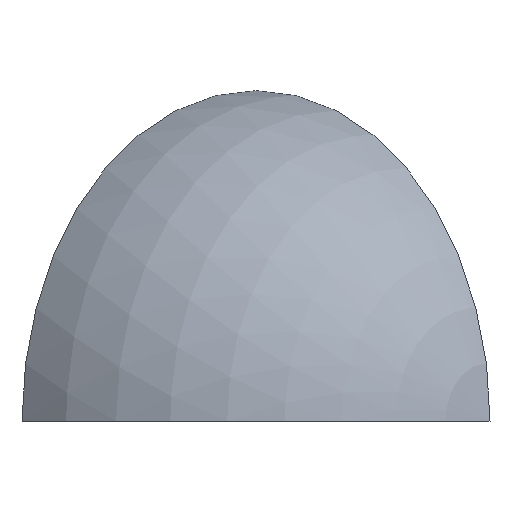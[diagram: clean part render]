
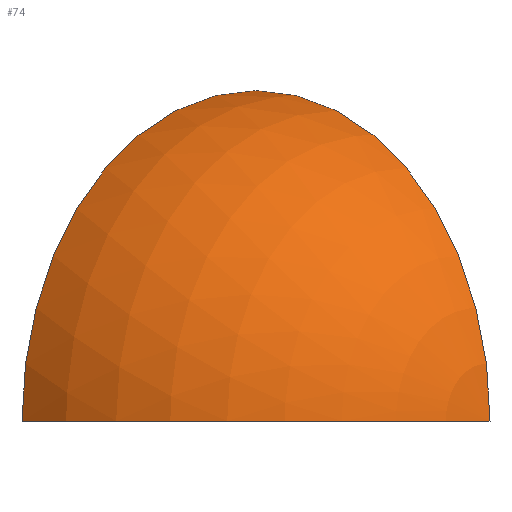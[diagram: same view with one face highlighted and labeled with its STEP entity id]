
A CAD part, top view. The second image highlights one B-rep face of the part: STEP entity #74.
In plain terms, the highlighted spherical face has radius 53.467 mm.
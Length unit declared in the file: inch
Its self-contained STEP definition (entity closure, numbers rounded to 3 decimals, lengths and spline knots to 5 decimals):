
#6 = DIRECTION ( 'NONE',  ( -0.707, 0., 0.707 ) ) ;
#12 = EDGE_CURVE ( 'NONE', #60, #14, #186, .T. ) ;
#13 = EDGE_LOOP ( 'NONE', ( #29, #71, #79 ) ) ;
#14 = VERTEX_POINT ( 'NONE', #113 ) ;
#21 = CARTESIAN_POINT ( 'NONE',  ( 0., 0.69079, -1.41421 ) ) ;
#22 = CARTESIAN_POINT ( 'NONE',  ( 1.48846, -1.41421, 0.07425 ) ) ;
#25 = AXIS2_PLACEMENT_3D ( 'NONE', #210, #204, #105 ) ;
#29 = ORIENTED_EDGE ( 'NONE', *, *, #197, .F. ) ;
#33 = CARTESIAN_POINT ( 'NONE',  ( 0., -1.41421, -1.41421 ) ) ;
#34 = CIRCLE ( 'NONE', #167, 2.105 ) ;
#48 = FACE_OUTER_BOUND ( 'NONE', #13, .T. ) ;
#58 = AXIS2_PLACEMENT_3D ( 'NONE', #33, #169, #6 ) ;
#60 = VERTEX_POINT ( 'NONE', #21 ) ;
#71 = ORIENTED_EDGE ( 'NONE', *, *, #12, .T. ) ;
#74 = ADVANCED_FACE ( 'NONE', ( #48 ), #166, .T. ) ;
#75 = CARTESIAN_POINT ( 'NONE',  ( 0., -1.41421, -1.41421 ) ) ;
#79 = ORIENTED_EDGE ( 'NONE', *, *, #190, .T. ) ;
#105 = DIRECTION ( 'NONE',  ( 0.707, 0., 0.707 ) ) ;
#112 = DIRECTION ( 'NONE',  ( 0.707, 0., 0.707 ) ) ;
#113 = CARTESIAN_POINT ( 'NONE',  ( -1.48846, -1.41421, 0.07425 ) ) ;
#127 = CIRCLE ( 'NONE', #25, 2.105 ) ;
#129 = DIRECTION ( 'NONE',  ( -0.707, 0., 0.707 ) ) ;
#132 = VERTEX_POINT ( 'NONE', #22 ) ;
#154 = DIRECTION ( 'NONE',  ( 0., 0., 1. ) ) ;
#156 = CARTESIAN_POINT ( 'NONE',  ( 0., -1.41421, -1.41421 ) ) ;
#157 = AXIS2_PLACEMENT_3D ( 'NONE', #75, #112, #129 ) ;
#166 = SPHERICAL_SURFACE ( 'NONE', #58, 2.105 ) ;
#167 = AXIS2_PLACEMENT_3D ( 'NONE', #156, #173, #154 ) ;
#169 = DIRECTION ( 'NONE',  ( 0.707, 0., 0.707 ) ) ;
#173 = DIRECTION ( 'NONE',  ( 0., 1., 0. ) ) ;
#186 = CIRCLE ( 'NONE', #157, 2.105 ) ;
#190 = EDGE_CURVE ( 'NONE', #14, #132, #34, .T. ) ;
#197 = EDGE_CURVE ( 'NONE', #60, #132, #127, .T. ) ;
#204 = DIRECTION ( 'NONE',  ( 0.707, 0., -0.707 ) ) ;
#210 = CARTESIAN_POINT ( 'NONE',  ( 0., -1.41421, -1.41421 ) ) ;
